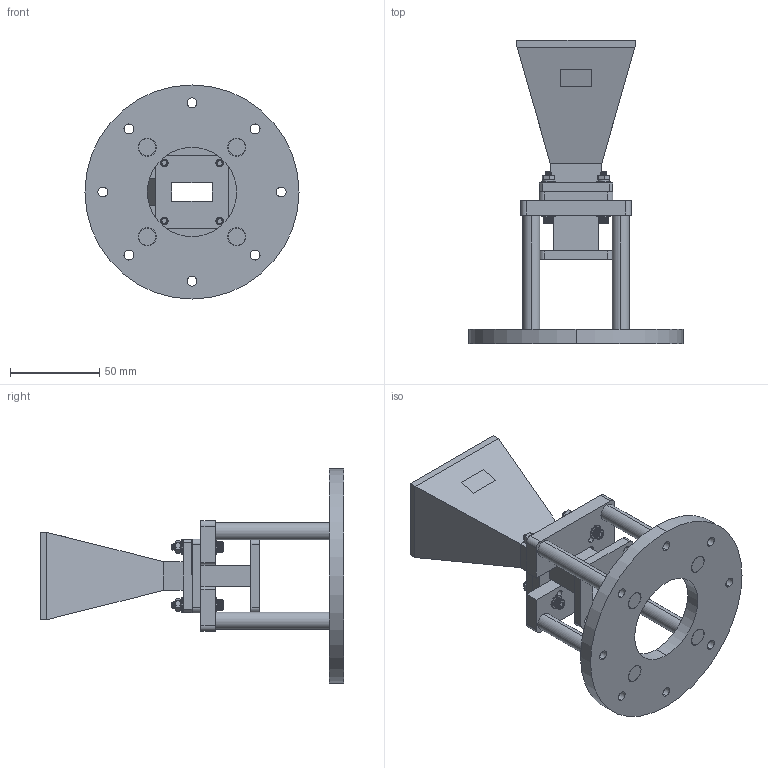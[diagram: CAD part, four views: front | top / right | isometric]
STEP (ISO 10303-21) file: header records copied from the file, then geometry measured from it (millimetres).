
FILE_DESCRIPTION (( 'STEP AP214' ), '1' );
FILE_NAME ('FM1WAN090-15_3D.step', '2023-10-25T19:22:27', ( '' ), ( '' ), 'SwSTEP 2.0', 'SolidWorks 2022', '' );
FILE_SCHEMA (( 'AUTOMOTIVE_DESIGN' ));
Length unit declared in the file: inch
Products named in the file (11): Copy of PEWAN062-090-MNT_STDF RND M4 FEM, 8OD X 64LG^PEWAN062-090-MNT; FM1WAN090-15_3D; Copy of PEWAN062-090-MNT_UPR PLT^PEWAN062-090-MNT; 6-32SH-HXx1^FM1WAN090-15_92196A150; 6-LW^FM1WAN090-15; PEWAN062-090-MNT; HD-100WAL50PPA; 6-FW^FM1WAN090-15_91166A230; 6-32HN-NARROW^FM1WAN090-15_90730A007; Copy of PEWAN062-090-MNT_LWR PLT^PEWAN062-090-MNT; PEWAN090-15
Assembly tree (29 placements, depth 3):
  FM1WAN090-15_3D
    PEWAN062-090-MNT
      Copy of PEWAN062-090-MNT_UPR PLT^PEWAN062-090-MNT
      Copy of PEWAN062-090-MNT_LWR PLT^PEWAN062-090-MNT
      Copy of PEWAN062-090-MNT_STDF RND M4 FEM, 8OD X 64LG^PEWAN062-090-MNT  x4
    HD-100WAL50PPA
    PEWAN090-15
    6-FW^FM1WAN090-15_91166A230  x8
    6-LW^FM1WAN090-15  x4
    6-32SH-HXx1^FM1WAN090-15_92196A150  x4
    6-32HN-NARROW^FM1WAN090-15_90730A007  x4
Bounding box: 120 x 170 x 120 mm (x, y, z)
Volume: 179581.6 mm3; surface area: 87933.6 mm2
Topology: 28 solids, 28 shells, 1810 faces, 4538 edges, 2796 vertices
Faces by surface type: cylinder 706, plane 656, cone 364, torus 64, bspline 20
Entity records: 21330 total; most frequent: CARTESIAN_POINT 8224, ORIENTED_EDGE 2858, DIRECTION 2350, EDGE_CURVE 1429, AXIS2_PLACEMENT_3D 899, VERTEX_POINT 899, EDGE_LOOP 642, ADVANCED_FACE 554
